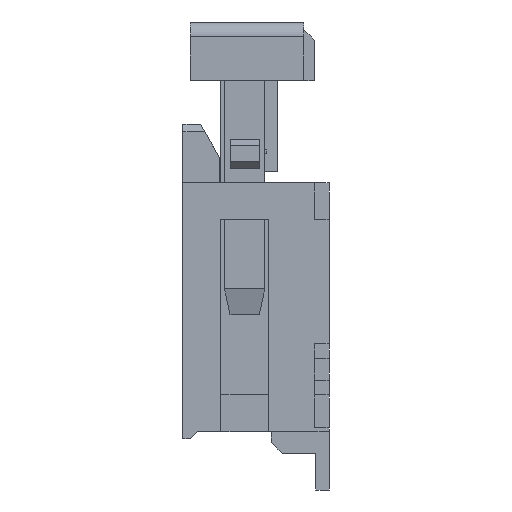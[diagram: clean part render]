
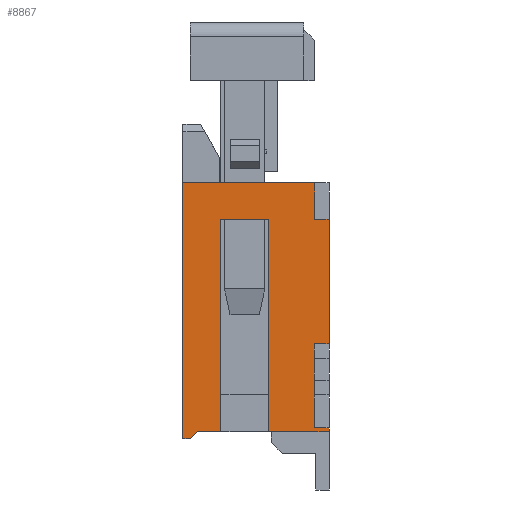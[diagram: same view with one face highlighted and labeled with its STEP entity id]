
A CAD part, left-side view. The second image highlights one B-rep face of the part: STEP entity #8867.
In plain terms, the highlighted planar face has unit normal (-1, 0, 0).
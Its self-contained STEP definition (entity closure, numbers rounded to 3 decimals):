
#13=DIRECTION('',(0.,-1.,0.));
#14=VECTOR('',#13,0.1);
#15=CARTESIAN_POINT('',(-5.65,2.,0.));
#16=LINE('',#15,#14);
#17=DIRECTION('',(0.,1.,0.));
#18=VECTOR('',#17,0.2);
#19=CARTESIAN_POINT('',(-5.65,0.,3.));
#20=LINE('',#19,#18);
#21=DIRECTION('',(0.,1.,0.));
#22=VECTOR('',#21,0.2);
#23=CARTESIAN_POINT('',(-5.65,0.,1.3));
#24=LINE('',#23,#22);
#25=DIRECTION('',(0.,0.,-1.));
#26=VECTOR('',#25,1.15);
#27=CARTESIAN_POINT('',(-5.65,0.2,1.3));
#28=LINE('',#27,#26);
#29=DIRECTION('',(0.,1.,0.));
#30=VECTOR('',#29,0.2);
#31=CARTESIAN_POINT('',(-5.65,0.,0.15));
#32=LINE('',#31,#30);
#33=DIRECTION('',(0.,1.,0.));
#34=VECTOR('',#33,0.83);
#35=CARTESIAN_POINT('',(-5.65,0.,0.1));
#36=LINE('',#35,#34);
#37=DIRECTION('',(0.,0.,1.));
#38=VECTOR('',#37,2.9);
#39=CARTESIAN_POINT('',(-5.65,0.83,0.1));
#40=LINE('',#39,#38);
#41=DIRECTION('',(0.,1.,0.));
#42=VECTOR('',#41,0.65);
#43=CARTESIAN_POINT('',(-5.65,0.83,3.));
#44=LINE('',#43,#42);
#45=DIRECTION('',(0.,0.,1.));
#46=VECTOR('',#45,2.9);
#47=CARTESIAN_POINT('',(-5.65,1.48,0.1));
#48=LINE('',#47,#46);
#49=DIRECTION('',(0.,1.,0.));
#50=VECTOR('',#49,0.32);
#51=CARTESIAN_POINT('',(-5.65,1.48,0.1));
#52=LINE('',#51,#50);
#53=DIRECTION('',(0.,-0.707,0.707));
#54=VECTOR('',#53,0.141);
#55=CARTESIAN_POINT('',(-5.65,1.9,0.));
#56=LINE('',#55,#54);
#57=DIRECTION('',(0.,0.,1.));
#58=VECTOR('',#57,3.5);
#59=CARTESIAN_POINT('',(-5.65,2.,0.));
#60=LINE('',#59,#58);
#61=DIRECTION('',(0.,0.,-1.));
#62=VECTOR('',#61,0.5);
#63=CARTESIAN_POINT('',(-5.65,0.2,3.5));
#64=LINE('',#63,#62);
#193=DIRECTION('',(0.,0.,1.));
#194=VECTOR('',#193,0.05);
#195=CARTESIAN_POINT('',(-5.65,0.,0.1));
#196=LINE('',#195,#194);
#233=DIRECTION('',(0.,0.,1.));
#234=VECTOR('',#233,1.7);
#235=CARTESIAN_POINT('',(-5.65,0.,1.3));
#236=LINE('',#235,#234);
#569=DIRECTION('',(0.,-1.,0.));
#570=VECTOR('',#569,1.8);
#571=CARTESIAN_POINT('',(-5.65,2.,3.5));
#572=LINE('',#571,#570);
#6644=CARTESIAN_POINT('',(-5.65,2.,0.));
#6646=VERTEX_POINT('',#6644);
#6649=CARTESIAN_POINT('',(-5.65,2.,3.5));
#6650=VERTEX_POINT('',#6649);
#6683=CARTESIAN_POINT('',(-5.65,0.,1.3));
#6684=VERTEX_POINT('',#6683);
#6685=CARTESIAN_POINT('',(-5.65,0.,0.15));
#6686=VERTEX_POINT('',#6685);
#6691=CARTESIAN_POINT('',(-5.65,0.2,1.3));
#6692=CARTESIAN_POINT('',(-5.65,0.2,0.15));
#6693=VERTEX_POINT('',#6691);
#6694=VERTEX_POINT('',#6692);
#6885=CARTESIAN_POINT('',(-5.65,0.83,3.));
#6886=CARTESIAN_POINT('',(-5.65,1.48,3.));
#6887=VERTEX_POINT('',#6885);
#6888=VERTEX_POINT('',#6886);
#6889=CARTESIAN_POINT('',(-5.65,0.83,0.1));
#6890=VERTEX_POINT('',#6889);
#6891=CARTESIAN_POINT('',(-5.65,1.48,0.1));
#6892=VERTEX_POINT('',#6891);
#7103=CARTESIAN_POINT('',(-5.65,1.9,0.));
#7105=VERTEX_POINT('',#7103);
#7109=CARTESIAN_POINT('',(-5.65,1.8,0.1));
#7110=VERTEX_POINT('',#7109);
#7111=CARTESIAN_POINT('',(-5.65,0.,0.1));
#7112=VERTEX_POINT('',#7111);
#7735=CARTESIAN_POINT('',(-5.65,0.2,3.5));
#7736=VERTEX_POINT('',#7735);
#7737=CARTESIAN_POINT('',(-5.65,0.,3.));
#7739=VERTEX_POINT('',#7737);
#7747=CARTESIAN_POINT('',(-5.65,0.2,3.));
#7748=VERTEX_POINT('',#7747);
#8830=CARTESIAN_POINT('',(-5.65,2.,0.));
#8831=DIRECTION('',(-1.,0.,0.));
#8832=DIRECTION('',(0.,-1.,0.));
#8833=AXIS2_PLACEMENT_3D('',#8830,#8831,#8832);
#8834=PLANE('',#8833);
#8836=ORIENTED_EDGE('',*,*,#8835,.F.);
#8838=ORIENTED_EDGE('',*,*,#8837,.F.);
#8840=ORIENTED_EDGE('',*,*,#8839,.T.);
#8842=ORIENTED_EDGE('',*,*,#8841,.T.);
#8844=ORIENTED_EDGE('',*,*,#8843,.F.);
#8846=ORIENTED_EDGE('',*,*,#8845,.F.);
#8848=ORIENTED_EDGE('',*,*,#8847,.T.);
#8850=ORIENTED_EDGE('',*,*,#8849,.T.);
#8852=ORIENTED_EDGE('',*,*,#8851,.T.);
#8854=ORIENTED_EDGE('',*,*,#8853,.F.);
#8856=ORIENTED_EDGE('',*,*,#8855,.T.);
#8857=ORIENTED_EDGE('',*,*,#8821,.F.);
#8858=ORIENTED_EDGE('',*,*,#8810,.F.);
#8860=ORIENTED_EDGE('',*,*,#8859,.T.);
#8862=ORIENTED_EDGE('',*,*,#8861,.T.);
#8864=ORIENTED_EDGE('',*,*,#8863,.T.);
#8865=EDGE_LOOP('',(#8836,#8838,#8840,#8842,#8844,#8846,#8848,#8850,#8852,#8854,
#8856,#8857,#8858,#8860,#8862,#8864));
#8866=FACE_OUTER_BOUND('',#8865,.F.);
#8867=ADVANCED_FACE('',(#8866),#8834,.T.);
#8810=EDGE_CURVE('',#6646,#7105,#16,.T.);
#8821=EDGE_CURVE('',#7105,#7110,#56,.T.);
#8835=EDGE_CURVE('',#7739,#7748,#20,.T.);
#8837=EDGE_CURVE('',#6684,#7739,#236,.T.);
#8839=EDGE_CURVE('',#6684,#6693,#24,.T.);
#8841=EDGE_CURVE('',#6693,#6694,#28,.T.);
#8843=EDGE_CURVE('',#6686,#6694,#32,.T.);
#8845=EDGE_CURVE('',#7112,#6686,#196,.T.);
#8847=EDGE_CURVE('',#7112,#6890,#36,.T.);
#8849=EDGE_CURVE('',#6890,#6887,#40,.T.);
#8851=EDGE_CURVE('',#6887,#6888,#44,.T.);
#8853=EDGE_CURVE('',#6892,#6888,#48,.T.);
#8855=EDGE_CURVE('',#6892,#7110,#52,.T.);
#8859=EDGE_CURVE('',#6646,#6650,#60,.T.);
#8861=EDGE_CURVE('',#6650,#7736,#572,.T.);
#8863=EDGE_CURVE('',#7736,#7748,#64,.T.);
